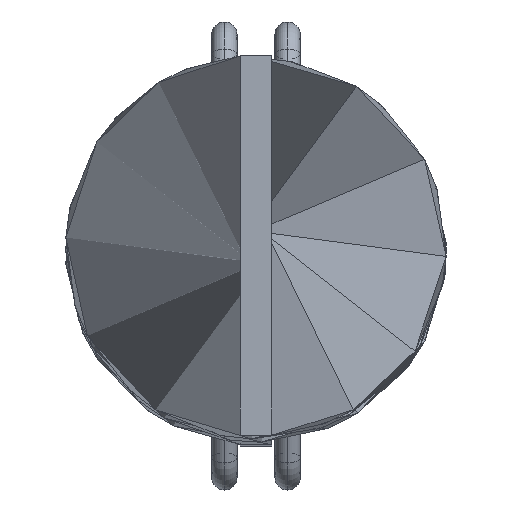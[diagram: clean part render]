
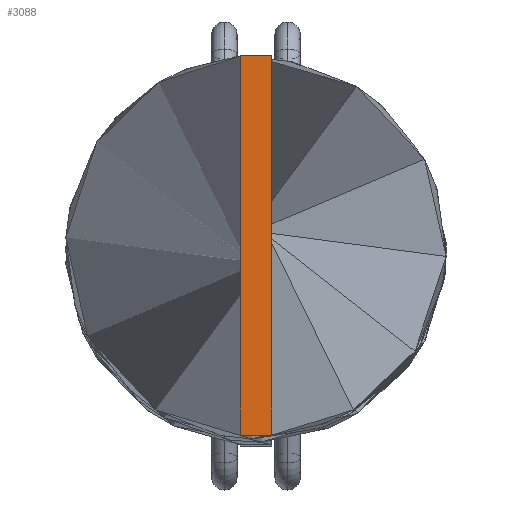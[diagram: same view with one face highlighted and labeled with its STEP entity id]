
A CAD part, top view. The second image highlights one B-rep face of the part: STEP entity #3088.
In plain terms, the highlighted planar face has unit normal (0, 0, 1).
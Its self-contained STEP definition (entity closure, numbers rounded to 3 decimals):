
#89 = EDGE_CURVE ( 'NONE', #608, #3093, #3117, .T. ) ;
#252 = CARTESIAN_POINT ( 'NONE',  ( 0.5, 6., 200. ) ) ;
#254 = CARTESIAN_POINT ( 'NONE',  ( 0.5, -6., 200. ) ) ;
#307 = LINE ( 'NONE', #4205, #1605 ) ;
#436 = DIRECTION ( 'NONE',  ( 1., 0., 0. ) ) ;
#472 = ORIENTED_EDGE ( 'NONE', *, *, #89, .T. ) ;
#608 = VERTEX_POINT ( 'NONE', #2517 ) ;
#611 = CARTESIAN_POINT ( 'NONE',  ( -0.5, -6., 200. ) ) ;
#640 = DIRECTION ( 'NONE',  ( 0., 1., 0. ) ) ;
#652 = VECTOR ( 'NONE', #640, 1000. ) ;
#867 = VECTOR ( 'NONE', #4552, 1000. ) ;
#1145 = VERTEX_POINT ( 'NONE', #3434 ) ;
#1168 = LINE ( 'NONE', #3983, #2673 ) ;
#1238 = AXIS2_PLACEMENT_3D ( 'NONE', #3881, #2115, #4174 ) ;
#1605 = VECTOR ( 'NONE', #436, 1000. ) ;
#1909 = EDGE_CURVE ( 'NONE', #2237, #1145, #307, .T. ) ;
#1910 = ORIENTED_EDGE ( 'NONE', *, *, #3113, .T. ) ;
#2115 = DIRECTION ( 'NONE',  ( 0., 0., 1. ) ) ;
#2237 = VERTEX_POINT ( 'NONE', #611 ) ;
#2517 = CARTESIAN_POINT ( 'NONE',  ( 0.5, 6., 200. ) ) ;
#2673 = VECTOR ( 'NONE', #3920, 1000. ) ;
#3088 = ADVANCED_FACE ( 'NONE', ( #3096 ), #4531, .T. ) ;
#3093 = VERTEX_POINT ( 'NONE', #3534 ) ;
#3096 = FACE_OUTER_BOUND ( 'NONE', #3585, .T. ) ;
#3113 = EDGE_CURVE ( 'NONE', #1145, #608, #4249, .T. ) ;
#3117 = LINE ( 'NONE', #252, #867 ) ;
#3182 = ORIENTED_EDGE ( 'NONE', *, *, #4122, .T. ) ;
#3434 = CARTESIAN_POINT ( 'NONE',  ( 0.5, -6., 200. ) ) ;
#3534 = CARTESIAN_POINT ( 'NONE',  ( -0.5, 6., 200. ) ) ;
#3585 = EDGE_LOOP ( 'NONE', ( #472, #3182, #4115, #1910 ) ) ;
#3881 = CARTESIAN_POINT ( 'NONE',  ( 0., 0., 200. ) ) ;
#3920 = DIRECTION ( 'NONE',  ( 0., -1., 0. ) ) ;
#3983 = CARTESIAN_POINT ( 'NONE',  ( -0.5, 6., 200. ) ) ;
#4115 = ORIENTED_EDGE ( 'NONE', *, *, #1909, .T. ) ;
#4122 = EDGE_CURVE ( 'NONE', #3093, #2237, #1168, .T. ) ;
#4174 = DIRECTION ( 'NONE',  ( 1., 0., 0. ) ) ;
#4205 = CARTESIAN_POINT ( 'NONE',  ( -0.5, -6., 200. ) ) ;
#4249 = LINE ( 'NONE', #254, #652 ) ;
#4531 = PLANE ( 'NONE',  #1238 ) ;
#4552 = DIRECTION ( 'NONE',  ( -1., 0., 0. ) ) ;
